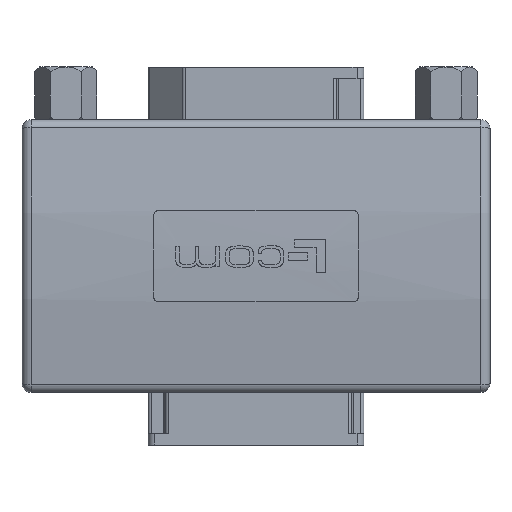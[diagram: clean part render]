
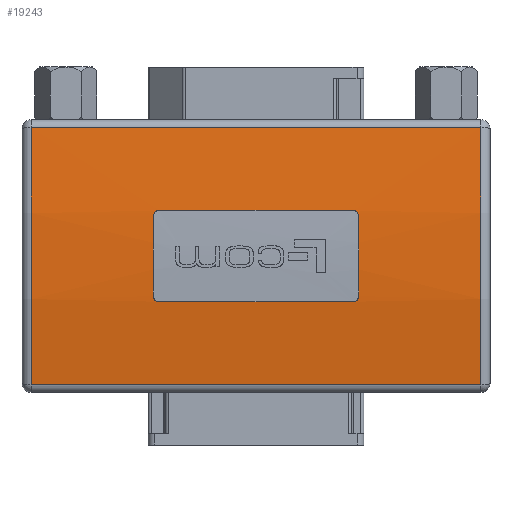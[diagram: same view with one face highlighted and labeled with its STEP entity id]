
A CAD part, front view. The second image highlights one B-rep face of the part: STEP entity #19243.
In plain terms, the highlighted cylindrical face has radius 75 mm (diameter 150 mm), a partial arc.
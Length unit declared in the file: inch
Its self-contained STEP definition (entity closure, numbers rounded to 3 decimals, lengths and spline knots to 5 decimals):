
#18617 = EDGE_CURVE ( 'NONE', #45353, #45345, #46807, .T. ) ;
#18618 = EDGE_CURVE ( 'NONE', #45345, #45358, #46812, .T. ) ;
#18619 = EDGE_CURVE ( 'NONE', #45358, #45359, #46816, .T. ) ;
#18620 = EDGE_CURVE ( 'NONE', #45359, #45353, #46817, .T. ) ;
#18621 = EDGE_CURVE ( 'NONE', #45355, #45360, #46309, .T. ) ;
#18622 = EDGE_CURVE ( 'NONE', #45360, #45362, #46819, .T. ) ;
#18623 = EDGE_CURVE ( 'NONE', #45362, #45363, #46310, .T. ) ;
#18624 = EDGE_CURVE ( 'NONE', #45363, #45364, #46814, .T. ) ;
#18625 = EDGE_CURVE ( 'NONE', #45364, #45365, #46311, .T. ) ;
#18626 = EDGE_CURVE ( 'NONE', #45365, #45366, #46820, .T. ) ;
#18627 = EDGE_CURVE ( 'NONE', #45366, #45367, #46312, .T. ) ;
#18628 = EDGE_CURVE ( 'NONE', #45367, #45355, #46823, .T. ) ;
#19243 = ADVANCED_FACE ( 'NONE', ( #50058, #50064 ), #50066, .T. ) ;
#28994 = DIRECTION ( 'NONE',  ( 0., 0., -1. ) ) ;
#29003 = CARTESIAN_POINT ( 'NONE',  ( -0.35219, -0.33097, -0.64192 ) ) ;
#29005 = CARTESIAN_POINT ( 'NONE',  ( -0.33465, -0.33048, -0.65131 ) ) ;
#29539 = CARTESIAN_POINT ( 'NONE',  ( -0.35433, -0.33122, -0.63682 ) ) ;
#29542 = CARTESIAN_POINT ( 'NONE',  ( -0.35433, -0.33146, -0.63163 ) ) ;
#29544 = CARTESIAN_POINT ( 'NONE',  ( -0.35433, -0.33122, -0.35084 ) ) ;
#29550 = CARTESIAN_POINT ( 'NONE',  ( 0.33985, -0.33048, -0.33635 ) ) ;
#29554 = CARTESIAN_POINT ( 'NONE',  ( -0.77559, 2.61808, -0.49383 ) ) ;
#29589 = DIRECTION ( 'NONE',  ( 0., 0., -1. ) ) ;
#29623 = CARTESIAN_POINT ( 'NONE',  ( -0.80709, -0.30115, -0.93754 ) ) ;
#29636 = DIRECTION ( 'NONE',  ( -1., 0., 0. ) ) ;
#29638 = DIRECTION ( 'NONE',  ( 1., 0., 0. ) ) ;
#29643 = CARTESIAN_POINT ( 'NONE',  ( -0.80709, -0.30115, -0.05012 ) ) ;
#29648 = CARTESIAN_POINT ( 'NONE',  ( 0.34493, -0.33059, -0.33849 ) ) ;
#29652 = CARTESIAN_POINT ( 'NONE',  ( 0.77559, 2.61808, -0.49383 ) ) ;
#29654 = DIRECTION ( 'NONE',  ( -1., 0., 0. ) ) ;
#29656 = DIRECTION ( 'NONE',  ( 0., 0., -1. ) ) ;
#29662 = DIRECTION ( 'NONE',  ( 1., 0., 0. ) ) ;
#29667 = CARTESIAN_POINT ( 'NONE',  ( -0.34493, -0.33059, -0.64918 ) ) ;
#29671 = CARTESIAN_POINT ( 'NONE',  ( -0.33985, -0.33048, -0.65131 ) ) ;
#29686 = CARTESIAN_POINT ( 'NONE',  ( 0.33985, -0.33048, -0.65131 ) ) ;
#29697 = CARTESIAN_POINT ( 'NONE',  ( -0.80709, -0.33048, -0.65131 ) ) ;
#29716 = CARTESIAN_POINT ( 'NONE',  ( 0.35219, -0.33097, -0.34574 ) ) ;
#29726 = CARTESIAN_POINT ( 'NONE',  ( -0.33985, -0.33048, -0.33635 ) ) ;
#29728 = CARTESIAN_POINT ( 'NONE',  ( 0.35433, -0.33146, -0.63163 ) ) ;
#29730 = DIRECTION ( 'NONE',  ( 0., 0., 1. ) ) ;
#29731 = DIRECTION ( 'NONE',  ( 1., 0., 0. ) ) ;
#29734 = CARTESIAN_POINT ( 'NONE',  ( 0.35433, 2.61808, -0.49383 ) ) ;
#29740 = CARTESIAN_POINT ( 'NONE',  ( 0.3522, -0.33097, -0.6419 ) ) ;
#29742 = CARTESIAN_POINT ( 'NONE',  ( 0.34495, -0.33059, -0.64917 ) ) ;
#29754 = CARTESIAN_POINT ( 'NONE',  ( 0.33465, -0.33048, -0.65131 ) ) ;
#29757 = CARTESIAN_POINT ( 'NONE',  ( 0.35433, -0.33122, -0.63682 ) ) ;
#29760 = CARTESIAN_POINT ( 'NONE',  ( 0.35433, -0.33122, -0.35084 ) ) ;
#29762 = CARTESIAN_POINT ( 'NONE',  ( 0.33465, -0.33048, -0.33635 ) ) ;
#29766 = CARTESIAN_POINT ( 'NONE',  ( 0.35433, -0.33146, -0.35604 ) ) ;
#29770 = CARTESIAN_POINT ( 'NONE',  ( -0.33465, -0.33048, -0.33635 ) ) ;
#29778 = DIRECTION ( 'NONE',  ( 1., 0., 0. ) ) ;
#29781 = CARTESIAN_POINT ( 'NONE',  ( -0.35433, -0.33146, -0.35604 ) ) ;
#29784 = CARTESIAN_POINT ( 'NONE',  ( -0.34495, -0.33059, -0.33849 ) ) ;
#29787 = CARTESIAN_POINT ( 'NONE',  ( -0.80709, -0.33048, -0.33635 ) ) ;
#29790 = CARTESIAN_POINT ( 'NONE',  ( -0.3522, -0.33097, -0.34576 ) ) ;
#29799 = DIRECTION ( 'NONE',  ( -1., 0., 0. ) ) ;
#29803 = CARTESIAN_POINT ( 'NONE',  ( -0.35433, 2.61808, -0.49383 ) ) ;
#36764 = EDGE_LOOP ( 'NONE', ( #37817, #37814, #37815, #37812, #37828, #37829, #37830, #37831 ) ) ;
#36786 = EDGE_LOOP ( 'NONE', ( #37804, #37821, #37819, #37816 ) ) ;
#37804 = ORIENTED_EDGE ( 'NONE', *, *, #18617, .T. ) ;
#37812 = ORIENTED_EDGE ( 'NONE', *, *, #18624, .T. ) ;
#37814 = ORIENTED_EDGE ( 'NONE', *, *, #18622, .T. ) ;
#37815 = ORIENTED_EDGE ( 'NONE', *, *, #18623, .T. ) ;
#37816 = ORIENTED_EDGE ( 'NONE', *, *, #18620, .T. ) ;
#37817 = ORIENTED_EDGE ( 'NONE', *, *, #18621, .T. ) ;
#37819 = ORIENTED_EDGE ( 'NONE', *, *, #18619, .T. ) ;
#37821 = ORIENTED_EDGE ( 'NONE', *, *, #18618, .T. ) ;
#37828 = ORIENTED_EDGE ( 'NONE', *, *, #18625, .T. ) ;
#37829 = ORIENTED_EDGE ( 'NONE', *, *, #18626, .T. ) ;
#37830 = ORIENTED_EDGE ( 'NONE', *, *, #18627, .T. ) ;
#37831 = ORIENTED_EDGE ( 'NONE', *, *, #18628, .T. ) ;
#39413 = AXIS2_PLACEMENT_3D ( 'NONE', #29652, #29654, #29656 ) ;
#39414 = AXIS2_PLACEMENT_3D ( 'NONE', #29554, #29662, #28994 ) ;
#39415 = AXIS2_PLACEMENT_3D ( 'NONE', #29803, #29799, #29589 ) ;
#39416 = AXIS2_PLACEMENT_3D ( 'NONE', #29734, #29731, #29730 ) ;
#43116 = CARTESIAN_POINT ( 'NONE',  ( 0.77559, -0.30115, -0.93754 ) ) ;
#43124 = CARTESIAN_POINT ( 'NONE',  ( -0.77559, -0.30115, -0.93754 ) ) ;
#43126 = CARTESIAN_POINT ( 'NONE',  ( -0.33465, -0.33048, -0.65131 ) ) ;
#43129 = CARTESIAN_POINT ( 'NONE',  ( 0.77559, -0.30115, -0.05012 ) ) ;
#43130 = CARTESIAN_POINT ( 'NONE',  ( -0.77559, -0.30115, -0.05012 ) ) ;
#43131 = CARTESIAN_POINT ( 'NONE',  ( -0.35433, -0.33146, -0.63163 ) ) ;
#43133 = CARTESIAN_POINT ( 'NONE',  ( -0.35433, -0.33146, -0.35604 ) ) ;
#43134 = CARTESIAN_POINT ( 'NONE',  ( -0.33465, -0.33048, -0.33635 ) ) ;
#43135 = CARTESIAN_POINT ( 'NONE',  ( 0.33465, -0.33048, -0.33635 ) ) ;
#43136 = CARTESIAN_POINT ( 'NONE',  ( 0.35433, -0.33146, -0.35604 ) ) ;
#43137 = CARTESIAN_POINT ( 'NONE',  ( 0.35433, -0.33146, -0.63163 ) ) ;
#43138 = CARTESIAN_POINT ( 'NONE',  ( 0.33465, -0.33048, -0.65131 ) ) ;
#45345 = VERTEX_POINT ( 'NONE', #43116 ) ;
#45353 = VERTEX_POINT ( 'NONE', #43124 ) ;
#45355 = VERTEX_POINT ( 'NONE', #43126 ) ;
#45358 = VERTEX_POINT ( 'NONE', #43129 ) ;
#45359 = VERTEX_POINT ( 'NONE', #43130 ) ;
#45360 = VERTEX_POINT ( 'NONE', #43131 ) ;
#45362 = VERTEX_POINT ( 'NONE', #43133 ) ;
#45363 = VERTEX_POINT ( 'NONE', #43134 ) ;
#45364 = VERTEX_POINT ( 'NONE', #43135 ) ;
#45365 = VERTEX_POINT ( 'NONE', #43136 ) ;
#45366 = VERTEX_POINT ( 'NONE', #43137 ) ;
#45367 = VERTEX_POINT ( 'NONE', #43138 ) ;
#46309 = B_SPLINE_CURVE_WITH_KNOTS ( 'NONE', 3,
 ( #29005, #29671, #29667, #29003, #29539, #29542 ),
 .UNSPECIFIED., .F., .F.,
 ( 4, 2, 4 ),
 ( 0., 0.00039, 0.00078 ),
 .UNSPECIFIED. ) ;
#46310 = B_SPLINE_CURVE_WITH_KNOTS ( 'NONE', 3,
 ( #29781, #29544, #29790, #29784, #29726, #29770 ),
 .UNSPECIFIED., .F., .F.,
 ( 4, 2, 4 ),
 ( 0., 0.00039, 0.00078 ),
 .UNSPECIFIED. ) ;
#46311 = B_SPLINE_CURVE_WITH_KNOTS ( 'NONE', 3,
 ( #29762, #29550, #29648, #29716, #29760, #29766 ),
 .UNSPECIFIED., .F., .F.,
 ( 4, 2, 4 ),
 ( 0., 0.00039, 0.00078 ),
 .UNSPECIFIED. ) ;
#46312 = B_SPLINE_CURVE_WITH_KNOTS ( 'NONE', 3,
 ( #29728, #29757, #29740, #29742, #29686, #29754 ),
 .UNSPECIFIED., .F., .F.,
 ( 4, 2, 4 ),
 ( 0., 0.00039, 0.00078 ),
 .UNSPECIFIED. ) ;
#46807 = LINE ( 'NONE', #29623, #46815 ) ;
#46812 = CIRCLE ( 'NONE', #39413, 2.95276 ) ;
#46814 = LINE ( 'NONE', #29787, #46821 ) ;
#46815 = VECTOR ( 'NONE', #29638, 39.37008 ) ;
#46816 = LINE ( 'NONE', #29643, #46818 ) ;
#46817 = CIRCLE ( 'NONE', #39414, 2.95276 ) ;
#46818 = VECTOR ( 'NONE', #29636, 39.37008 ) ;
#46819 = CIRCLE ( 'NONE', #39415, 2.95276 ) ;
#46820 = CIRCLE ( 'NONE', #39416, 2.95276 ) ;
#46821 = VECTOR ( 'NONE', #29778, 39.37008 ) ;
#46823 = LINE ( 'NONE', #29697, #46824 ) ;
#46824 = VECTOR ( 'NONE', #52280, 39.37008 ) ;
#49463 = AXIS2_PLACEMENT_3D ( 'NONE', #51167, #51163, #51162 ) ;
#50058 = FACE_OUTER_BOUND ( 'NONE', #36786, .T. ) ;
#50064 = FACE_BOUND ( 'NONE', #36764, .T. ) ;
#50066 = CYLINDRICAL_SURFACE ( 'NONE', #49463, 2.95276 ) ;
#51162 = DIRECTION ( 'NONE',  ( 0., 0., -1. ) ) ;
#51163 = DIRECTION ( 'NONE',  ( 1., 0., 0. ) ) ;
#51167 = CARTESIAN_POINT ( 'NONE',  ( -0.80709, 2.61808, -0.49383 ) ) ;
#52280 = DIRECTION ( 'NONE',  ( -1., 0., 0. ) ) ;
